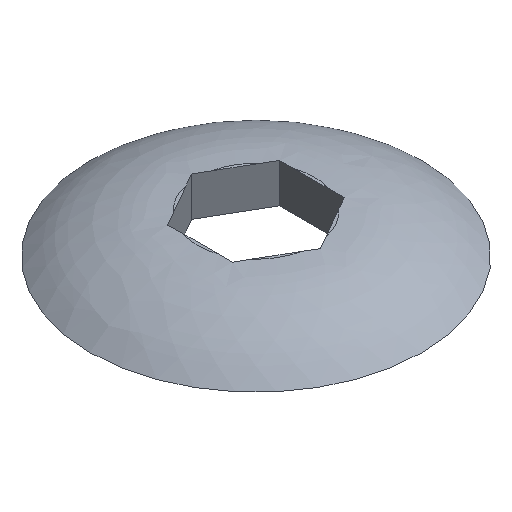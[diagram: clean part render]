
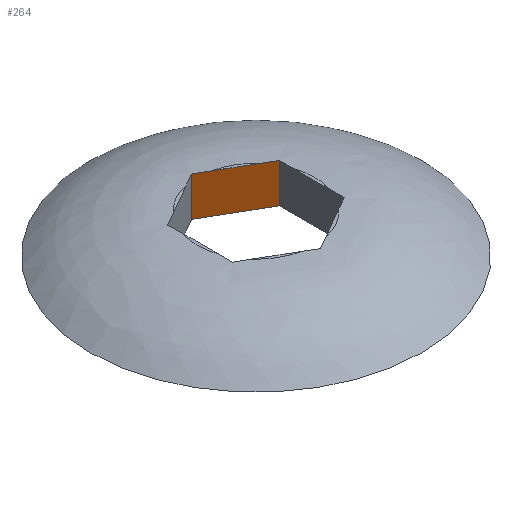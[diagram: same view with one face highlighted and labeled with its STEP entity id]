
A CAD part, isometric view. The second image highlights one B-rep face of the part: STEP entity #264.
In plain terms, the highlighted planar face has unit normal (-0.5, -0.866, 0).
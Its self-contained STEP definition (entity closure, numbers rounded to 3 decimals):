
#31=FACE_OUTER_BOUND('',#45,.T.);
#45=EDGE_LOOP('',(#198,#199,#200,#201,#202,#203));
#63=LINE('',#418,#81);
#66=LINE('',#440,#84);
#71=LINE('',#464,#89);
#72=LINE('',#469,#90);
#81=VECTOR('',#325,12.3);
#84=VECTOR('',#330,12.3);
#89=VECTOR('',#339,10.);
#90=VECTOR('',#340,10.);
#101=B_SPLINE_CURVE_WITH_KNOTS('',3,(#459,#460,#461,#462),.UNSPECIFIED.,
 .F.,.F.,(4,4),(6.897,7.054),.UNSPECIFIED.);
#102=B_SPLINE_CURVE_WITH_KNOTS('',3,(#465,#466,#467,#468),.UNSPECIFIED.,
 .F.,.F.,(4,4),(6.35,6.507),.UNSPECIFIED.);
#114=VERTEX_POINT('',#415);
#115=VERTEX_POINT('',#417);
#120=VERTEX_POINT('',#434);
#121=VERTEX_POINT('',#439);
#125=VERTEX_POINT('',#458);
#126=VERTEX_POINT('',#463);
#142=EDGE_CURVE('',#114,#115,#63,.T.);
#148=EDGE_CURVE('',#121,#120,#66,.T.);
#155=EDGE_CURVE('',#125,#120,#101,.T.);
#156=EDGE_CURVE('',#126,#125,#71,.T.);
#157=EDGE_CURVE('',#115,#126,#102,.T.);
#158=EDGE_CURVE('',#121,#114,#72,.T.);
#198=ORIENTED_EDGE('',*,*,#155,.F.);
#199=ORIENTED_EDGE('',*,*,#156,.F.);
#200=ORIENTED_EDGE('',*,*,#157,.F.);
#201=ORIENTED_EDGE('',*,*,#142,.F.);
#202=ORIENTED_EDGE('',*,*,#158,.F.);
#203=ORIENTED_EDGE('',*,*,#148,.T.);
#251=PLANE('',#292);
#264=ADVANCED_FACE('',(#31),#251,.F.);
#292=AXIS2_PLACEMENT_3D('',#457,#337,#338);
#325=DIRECTION('',(0.,0.,1.));
#330=DIRECTION('',(0.,0.,1.));
#337=DIRECTION('center_axis',(0.5,0.866,0.));
#338=DIRECTION('ref_axis',(-0.866,0.5,0.));
#339=DIRECTION('',(0.866,-0.5,0.));
#340=DIRECTION('',(-0.866,0.5,0.));
#415=CARTESIAN_POINT('',(0.,7.38,0.));
#417=CARTESIAN_POINT('',(0.,7.38,4.489));
#418=CARTESIAN_POINT('',(0.,7.38,0.));
#434=CARTESIAN_POINT('',(6.391,3.69,4.489));
#439=CARTESIAN_POINT('',(6.391,3.69,0.));
#440=CARTESIAN_POINT('',(6.391,3.69,0.));
#457=CARTESIAN_POINT('Origin',(6.391,3.69,0.));
#458=CARTESIAN_POINT('',(4.999,4.494,4.5));
#459=CARTESIAN_POINT('Ctrl Pts',(4.999,4.494,4.5));
#460=CARTESIAN_POINT('Ctrl Pts',(5.451,4.233,4.5));
#461=CARTESIAN_POINT('Ctrl Pts',(5.917,3.964,4.498));
#462=CARTESIAN_POINT('Ctrl Pts',(6.391,3.69,4.489));
#463=CARTESIAN_POINT('',(1.392,6.576,4.5));
#464=CARTESIAN_POINT('',(4.793,4.613,4.5));
#465=CARTESIAN_POINT('Ctrl Pts',(0.,7.38,4.489));
#466=CARTESIAN_POINT('Ctrl Pts',(0.474,7.106,4.498));
#467=CARTESIAN_POINT('Ctrl Pts',(0.94,6.837,4.5));
#468=CARTESIAN_POINT('Ctrl Pts',(1.392,6.576,4.5));
#469=CARTESIAN_POINT('',(4.793,4.613,0.));
